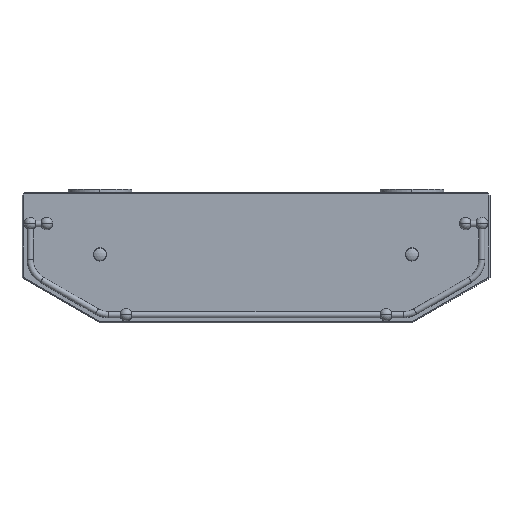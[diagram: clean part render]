
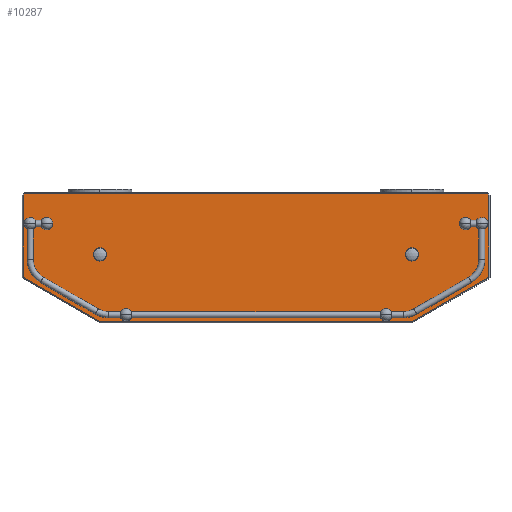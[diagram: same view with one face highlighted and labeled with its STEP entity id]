
A CAD part, top view. The second image highlights one B-rep face of the part: STEP entity #10287.
In plain terms, the highlighted planar face has unit normal (0, 0, 1).
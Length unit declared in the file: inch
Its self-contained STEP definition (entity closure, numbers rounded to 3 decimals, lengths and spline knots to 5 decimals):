
#224=DIRECTION('',(-0.866,-0.5,0.));
#225=VECTOR('',#224,3.43113);
#226=CARTESIAN_POINT('',(14.961,-3.39743,1.629));
#227=LINE('',#226,#225);
#228=DIRECTION('',(-1.,0.,0.));
#229=VECTOR('',#228,11.9791);
#230=CARTESIAN_POINT('',(11.98955,-5.113,1.629));
#231=LINE('',#230,#229);
#232=CARTESIAN_POINT('',(10.99982,-4.83705,1.629));
#233=DIRECTION('',(0.,0.,1.));
#234=DIRECTION('',(1.,0.,0.));
#235=AXIS2_PLACEMENT_3D('',#232,#233,#234);
#237=CARTESIAN_POINT('',(10.99982,-4.83705,1.629));
#238=DIRECTION('',(0.,0.,1.));
#239=DIRECTION('',(-1.,0.,0.));
#240=AXIS2_PLACEMENT_3D('',#237,#238,#239);
#242=CARTESIAN_POINT('',(14.055,-1.33305,1.629));
#243=DIRECTION('',(0.,0.,1.));
#244=DIRECTION('',(1.,0.,0.));
#245=AXIS2_PLACEMENT_3D('',#242,#243,#244);
#247=CARTESIAN_POINT('',(14.055,-1.33305,1.629));
#248=DIRECTION('',(0.,0.,1.));
#249=DIRECTION('',(-1.,0.,0.));
#250=AXIS2_PLACEMENT_3D('',#247,#248,#249);
#252=CARTESIAN_POINT('',(12.,-2.514,1.629));
#253=DIRECTION('',(0.,0.,1.));
#254=DIRECTION('',(1.,0.,0.));
#255=AXIS2_PLACEMENT_3D('',#252,#253,#254);
#257=CARTESIAN_POINT('',(12.,-2.514,1.629));
#258=DIRECTION('',(0.,0.,1.));
#259=DIRECTION('',(-1.,0.,0.));
#260=AXIS2_PLACEMENT_3D('',#257,#258,#259);
#262=CARTESIAN_POINT('',(0.,-2.514,1.629));
#263=DIRECTION('',(0.,0.,1.));
#264=DIRECTION('',(1.,0.,0.));
#265=AXIS2_PLACEMENT_3D('',#262,#263,#264);
#267=CARTESIAN_POINT('',(0.,-2.514,1.629));
#268=DIRECTION('',(0.,0.,1.));
#269=DIRECTION('',(-1.,0.,0.));
#270=AXIS2_PLACEMENT_3D('',#267,#268,#269);
#272=CARTESIAN_POINT('',(-2.055,-1.33305,1.629));
#273=DIRECTION('',(0.,0.,1.));
#274=DIRECTION('',(1.,0.,0.));
#275=AXIS2_PLACEMENT_3D('',#272,#273,#274);
#277=CARTESIAN_POINT('',(-2.055,-1.33305,1.629));
#278=DIRECTION('',(0.,0.,1.));
#279=DIRECTION('',(-1.,0.,0.));
#280=AXIS2_PLACEMENT_3D('',#277,#278,#279);
#282=CARTESIAN_POINT('',(1.00018,-4.83705,1.629));
#283=DIRECTION('',(0.,0.,1.));
#284=DIRECTION('',(1.,0.,0.));
#285=AXIS2_PLACEMENT_3D('',#282,#283,#284);
#287=CARTESIAN_POINT('',(1.00018,-4.83705,1.629));
#288=DIRECTION('',(0.,0.,1.));
#289=DIRECTION('',(-1.,0.,0.));
#290=AXIS2_PLACEMENT_3D('',#287,#288,#289);
#292=DIRECTION('',(-1.,0.,0.));
#293=VECTOR('',#292,17.80969);
#294=CARTESIAN_POINT('',(14.90485,-0.19105,1.629));
#295=LINE('',#294,#293);
#416=DIRECTION('',(0.,1.,0.));
#417=VECTOR('',#416,3.15023);
#418=CARTESIAN_POINT('',(14.961,-3.39743,1.629));
#419=LINE('',#418,#417);
#428=DIRECTION('',(-0.707,0.707,0.));
#429=VECTOR('',#428,0.07941);
#430=CARTESIAN_POINT('',(14.961,-0.2472,1.629));
#431=LINE('',#430,#429);
#460=DIRECTION('',(0.866,-0.5,0.));
#461=VECTOR('',#460,3.43113);
#462=CARTESIAN_POINT('',(-2.961,-3.39743,1.629));
#463=LINE('',#462,#461);
#528=DIRECTION('',(-0.707,-0.707,0.));
#529=VECTOR('',#528,0.07941);
#530=CARTESIAN_POINT('',(-2.90485,-0.19105,1.629));
#531=LINE('',#530,#529);
#536=DIRECTION('',(0.,-1.,0.));
#537=VECTOR('',#536,3.15023);
#538=CARTESIAN_POINT('',(-2.961,-0.2472,1.629));
#539=LINE('',#538,#537);
#8316=CARTESIAN_POINT('',(14.961,-3.39743,1.629));
#8317=CARTESIAN_POINT('',(11.98955,-5.113,1.629));
#8318=VERTEX_POINT('',#8316);
#8319=VERTEX_POINT('',#8317);
#9421=CARTESIAN_POINT('',(0.01045,-5.113,1.629));
#9422=VERTEX_POINT('',#9421);
#9423=CARTESIAN_POINT('',(11.23582,-4.83705,1.629));
#9424=CARTESIAN_POINT('',(10.76382,-4.83705,1.629));
#9425=VERTEX_POINT('',#9423);
#9426=VERTEX_POINT('',#9424);
#9427=CARTESIAN_POINT('',(14.291,-1.33305,1.629));
#9428=CARTESIAN_POINT('',(13.819,-1.33305,1.629));
#9429=VERTEX_POINT('',#9427);
#9430=VERTEX_POINT('',#9428);
#9431=CARTESIAN_POINT('',(12.236,-2.514,1.629));
#9432=CARTESIAN_POINT('',(11.764,-2.514,1.629));
#9433=VERTEX_POINT('',#9431);
#9434=VERTEX_POINT('',#9432);
#9435=CARTESIAN_POINT('',(0.236,-2.514,1.629));
#9436=CARTESIAN_POINT('',(-0.236,-2.514,1.629));
#9437=VERTEX_POINT('',#9435);
#9438=VERTEX_POINT('',#9436);
#9439=CARTESIAN_POINT('',(-1.819,-1.33305,1.629));
#9440=CARTESIAN_POINT('',(-2.291,-1.33305,1.629));
#9441=VERTEX_POINT('',#9439);
#9442=VERTEX_POINT('',#9440);
#9443=CARTESIAN_POINT('',(1.23618,-4.83705,1.629));
#9444=CARTESIAN_POINT('',(0.76418,-4.83705,
1.629));
#9445=VERTEX_POINT('',#9443);
#9446=VERTEX_POINT('',#9444);
#10034=CARTESIAN_POINT('',(14.90485,-0.19105,1.629));
#10035=CARTESIAN_POINT('',(-2.90485,-0.19105,1.629));
#10036=VERTEX_POINT('',#10034);
#10037=VERTEX_POINT('',#10035);
#10052=CARTESIAN_POINT('',(14.961,-0.2472,1.629));
#10053=VERTEX_POINT('',#10052);
#10060=CARTESIAN_POINT('',(-2.961,-0.2472,1.629));
#10061=VERTEX_POINT('',#10060);
#10062=CARTESIAN_POINT('',(-2.961,-3.39743,1.629));
#10063=VERTEX_POINT('',#10062);
#10229=CARTESIAN_POINT('',(6.,-2.65202,1.629));
#10230=DIRECTION('',(0.,0.,1.));
#10231=DIRECTION('',(-1.,0.,0.));
#10232=AXIS2_PLACEMENT_3D('',#10229,#10230,#10231);
#10233=PLANE('',#10232);
#10235=ORIENTED_EDGE('',*,*,#10234,.F.);
#10237=ORIENTED_EDGE('',*,*,#10236,.F.);
#10239=ORIENTED_EDGE('',*,*,#10238,.F.);
#10241=ORIENTED_EDGE('',*,*,#10240,.T.);
#10243=ORIENTED_EDGE('',*,*,#10242,.T.);
#10245=ORIENTED_EDGE('',*,*,#10244,.F.);
#10247=ORIENTED_EDGE('',*,*,#10246,.F.);
#10249=ORIENTED_EDGE('',*,*,#10248,.F.);
#10250=EDGE_LOOP('',(#10235,#10237,#10239,#10241,#10243,#10245,#10247,#10249));
#10251=FACE_OUTER_BOUND('',#10250,.F.);
#10253=ORIENTED_EDGE('',*,*,#10252,.T.);
#10254=ORIENTED_EDGE('',*,*,#10219,.T.);
#10255=EDGE_LOOP('',(#10253,#10254));
#10256=FACE_BOUND('',#10255,.F.);
#10258=ORIENTED_EDGE('',*,*,#10257,.T.);
#10260=ORIENTED_EDGE('',*,*,#10259,.T.);
#10261=EDGE_LOOP('',(#10258,#10260));
#10262=FACE_BOUND('',#10261,.F.);
#10264=ORIENTED_EDGE('',*,*,#10263,.T.);
#10266=ORIENTED_EDGE('',*,*,#10265,.T.);
#10267=EDGE_LOOP('',(#10264,#10266));
#10268=FACE_BOUND('',#10267,.F.);
#10270=ORIENTED_EDGE('',*,*,#10269,.T.);
#10272=ORIENTED_EDGE('',*,*,#10271,.T.);
#10273=EDGE_LOOP('',(#10270,#10272));
#10274=FACE_BOUND('',#10273,.F.);
#10276=ORIENTED_EDGE('',*,*,#10275,.T.);
#10278=ORIENTED_EDGE('',*,*,#10277,.T.);
#10279=EDGE_LOOP('',(#10276,#10278));
#10280=FACE_BOUND('',#10279,.F.);
#10282=ORIENTED_EDGE('',*,*,#10281,.T.);
#10284=ORIENTED_EDGE('',*,*,#10283,.T.);
#10285=EDGE_LOOP('',(#10282,#10284));
#10286=FACE_BOUND('',#10285,.F.);
#10287=ADVANCED_FACE('',(#10251,#10256,#10262,#10268,#10274,#10280,#10286),
#10233,.T.);
#236=CIRCLE('',#235,0.236);
#241=CIRCLE('',#240,0.236);
#246=CIRCLE('',#245,0.236);
#251=CIRCLE('',#250,0.236);
#256=CIRCLE('',#255,0.236);
#261=CIRCLE('',#260,0.236);
#266=CIRCLE('',#265,0.236);
#271=CIRCLE('',#270,0.236);
#276=CIRCLE('',#275,0.236);
#281=CIRCLE('',#280,0.236);
#286=CIRCLE('',#285,0.236);
#291=CIRCLE('',#290,0.236);
#10219=EDGE_CURVE('',#9426,#9425,#241,.T.);
#10234=EDGE_CURVE('',#10036,#10037,#295,.T.);
#10236=EDGE_CURVE('',#10053,#10036,#431,.T.);
#10238=EDGE_CURVE('',#8318,#10053,#419,.T.);
#10240=EDGE_CURVE('',#8318,#8319,#227,.T.);
#10242=EDGE_CURVE('',#8319,#9422,#231,.T.);
#10244=EDGE_CURVE('',#10063,#9422,#463,.T.);
#10246=EDGE_CURVE('',#10061,#10063,#539,.T.);
#10248=EDGE_CURVE('',#10037,#10061,#531,.T.);
#10252=EDGE_CURVE('',#9425,#9426,#236,.T.);
#10257=EDGE_CURVE('',#9429,#9430,#246,.T.);
#10259=EDGE_CURVE('',#9430,#9429,#251,.T.);
#10263=EDGE_CURVE('',#9433,#9434,#256,.T.);
#10265=EDGE_CURVE('',#9434,#9433,#261,.T.);
#10269=EDGE_CURVE('',#9437,#9438,#266,.T.);
#10271=EDGE_CURVE('',#9438,#9437,#271,.T.);
#10275=EDGE_CURVE('',#9441,#9442,#276,.T.);
#10277=EDGE_CURVE('',#9442,#9441,#281,.T.);
#10281=EDGE_CURVE('',#9445,#9446,#286,.T.);
#10283=EDGE_CURVE('',#9446,#9445,#291,.T.);
